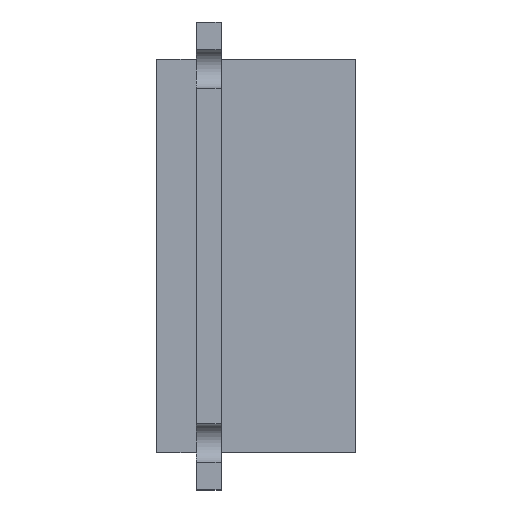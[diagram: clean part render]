
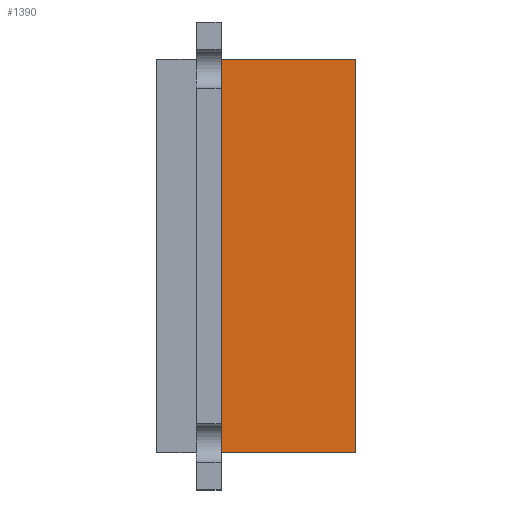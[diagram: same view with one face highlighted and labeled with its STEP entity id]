
A CAD part, left-side view. The second image highlights one B-rep face of the part: STEP entity #1390.
In plain terms, the highlighted planar face has unit normal (-1, 0, 0).
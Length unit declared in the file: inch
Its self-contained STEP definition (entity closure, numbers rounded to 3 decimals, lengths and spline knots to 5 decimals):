
#67=PLANE('',#1555);
#124=FACE_OUTER_BOUND('',#225,.T.);
#225=EDGE_LOOP('',(#1202,#1203,#1204,#1205));
#314=LINE('',#2281,#433);
#330=LINE('',#2309,#449);
#331=LINE('',#2311,#450);
#332=LINE('',#2312,#451);
#433=VECTOR('',#1854,0.99213);
#449=VECTOR('',#1888,0.33858);
#450=VECTOR('',#1889,0.99213);
#451=VECTOR('',#1890,0.33858);
#701=VERTEX_POINT('',#2279);
#702=VERTEX_POINT('',#2280);
#705=VERTEX_POINT('',#2308);
#706=VERTEX_POINT('',#2310);
#868=EDGE_CURVE('',#701,#702,#314,.T.);
#884=EDGE_CURVE('',#705,#702,#330,.T.);
#885=EDGE_CURVE('',#706,#705,#331,.T.);
#886=EDGE_CURVE('',#706,#701,#332,.T.);
#1202=ORIENTED_EDGE('',*,*,#868,.T.);
#1203=ORIENTED_EDGE('',*,*,#884,.F.);
#1204=ORIENTED_EDGE('',*,*,#885,.F.);
#1205=ORIENTED_EDGE('',*,*,#886,.T.);
#1390=ADVANCED_FACE('',(#124),#67,.F.);
#1555=AXIS2_PLACEMENT_3D('',#2307,#1886,#1887);
#1854=DIRECTION('',(0.,0.,-1.));
#1886=DIRECTION('center_axis',(1.,0.,0.));
#1887=DIRECTION('ref_axis',(0.,0.,-1.));
#1888=DIRECTION('',(0.,1.,0.));
#1889=DIRECTION('',(0.,0.,-1.));
#1890=DIRECTION('',(0.,1.,0.));
#2279=CARTESIAN_POINT('',(-1.37205,0.,0.49606));
#2280=CARTESIAN_POINT('',(-1.37205,0.,-0.49606));
#2281=CARTESIAN_POINT('',(-1.37205,0.,0.49606));
#2307=CARTESIAN_POINT('Origin',(-1.37205,-0.33858,0.49606));
#2308=CARTESIAN_POINT('',(-1.37205,-0.33858,-0.49606));
#2309=CARTESIAN_POINT('',(-1.37205,-0.33858,-0.49606));
#2310=CARTESIAN_POINT('',(-1.37205,-0.33858,0.49606));
#2311=CARTESIAN_POINT('',(-1.37205,-0.33858,0.49606));
#2312=CARTESIAN_POINT('',(-1.37205,-0.33858,0.49606));
